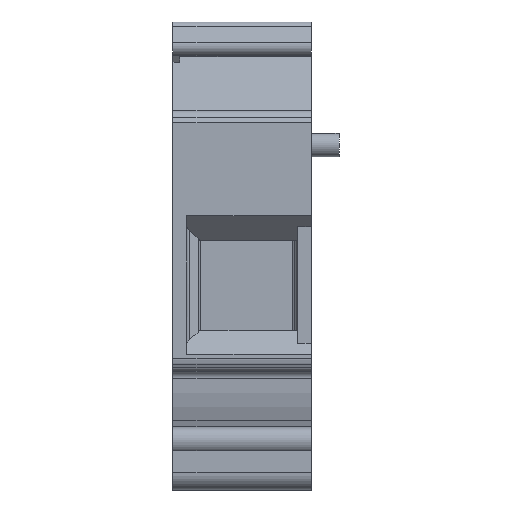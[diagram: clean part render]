
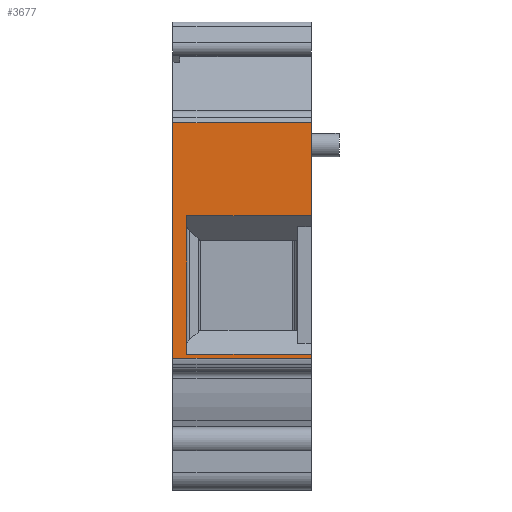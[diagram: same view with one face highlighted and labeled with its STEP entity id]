
A CAD part, left-side view. The second image highlights one B-rep face of the part: STEP entity #3677.
In plain terms, the highlighted planar face has unit normal (-1, 0, 0).
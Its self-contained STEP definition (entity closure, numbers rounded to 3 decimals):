
#752=ORIENTED_EDGE('',*,*,#1306,.F.);
#753=ORIENTED_EDGE('',*,*,#1226,.F.);
#754=ORIENTED_EDGE('',*,*,#1291,.T.);
#755=ORIENTED_EDGE('',*,*,#1103,.T.);
#756=ORIENTED_EDGE('',*,*,#1292,.F.);
#757=ORIENTED_EDGE('',*,*,#1053,.F.);
#758=ORIENTED_EDGE('',*,*,#1305,.T.);
#759=ORIENTED_EDGE('',*,*,#1100,.T.);
#1053=EDGE_CURVE('',#1432,#1431,#1683,.T.);
#1100=EDGE_CURVE('',#1474,#1473,#1712,.T.);
#1103=EDGE_CURVE('',#1476,#1475,#1715,.T.);
#1226=EDGE_CURVE('',#1591,#1592,#1783,.T.);
#1291=EDGE_CURVE('',#1591,#1476,#1843,.T.);
#1292=EDGE_CURVE('',#1431,#1475,#1844,.T.);
#1305=EDGE_CURVE('',#1432,#1474,#1853,.T.);
#1306=EDGE_CURVE('',#1592,#1473,#1854,.T.);
#1431=VERTEX_POINT('',#4958);
#1432=VERTEX_POINT('',#4960);
#1473=VERTEX_POINT('',#5059);
#1474=VERTEX_POINT('',#5061);
#1475=VERTEX_POINT('',#5064);
#1476=VERTEX_POINT('',#5066);
#1591=VERTEX_POINT('',#5308);
#1592=VERTEX_POINT('',#5310);
#1683=LINE('',#4961,#1950);
#1712=LINE('',#5060,#1979);
#1715=LINE('',#5065,#1982);
#1783=LINE('',#5309,#2050);
#1843=LINE('',#5433,#2110);
#1844=LINE('',#5435,#2111);
#1853=LINE('',#5459,#2120);
#1854=LINE('',#5461,#2121);
#1950=VECTOR('',#4145,1000.);
#1979=VECTOR('',#4232,1000.);
#1982=VECTOR('',#4235,1000.);
#2050=VECTOR('',#4423,1000.);
#2110=VECTOR('',#4577,1000.);
#2111=VECTOR('',#4580,1000.);
#2120=VECTOR('',#4607,1000.);
#2121=VECTOR('',#4610,1000.);
#2272=EDGE_LOOP('',(#752,#753,#754,#755,#756,#757,#758,#759));
#2433=FACE_BOUND('',#2272,.T.);
#2553=PLANE('',#3932);
#3677=ADVANCED_FACE('',(#2433),#2553,.F.);
#3932=AXIS2_PLACEMENT_3D('',#5460,#4608,#4609);
#4145=DIRECTION('',(0.,0.,-1.));
#4232=DIRECTION('',(0.,0.,1.));
#4235=DIRECTION('',(0.,0.,1.));
#4423=DIRECTION('',(0.,0.,1.));
#4577=DIRECTION('',(0.,-1.,0.));
#4580=DIRECTION('',(0.,-1.,0.));
#4607=DIRECTION('',(0.,-1.,0.));
#4608=DIRECTION('',(1.,0.,0.));
#4609=DIRECTION('',(0.,0.,-1.));
#4610=DIRECTION('',(0.,-1.,0.));
#4958=CARTESIAN_POINT('',(-15.5,4.,-8.5));
#4960=CARTESIAN_POINT('',(-15.5,4.,1.5));
#4961=CARTESIAN_POINT('',(-15.5,4.,-8.5));
#5059=CARTESIAN_POINT('',(-15.5,-5.,8.219));
#5060=CARTESIAN_POINT('',(-15.5,-5.,-18.3));
#5061=CARTESIAN_POINT('',(-15.5,-5.,1.5));
#5064=CARTESIAN_POINT('',(-15.5,-5.,-8.5));
#5065=CARTESIAN_POINT('',(-15.5,-5.,-18.3));
#5066=CARTESIAN_POINT('',(-15.5,-5.,-8.791));
#5308=CARTESIAN_POINT('',(-15.5,5.,-8.791));
#5309=CARTESIAN_POINT('',(-15.5,5.,-18.3));
#5310=CARTESIAN_POINT('',(-15.5,5.,8.219));
#5433=CARTESIAN_POINT('',(-15.5,5.,-8.791));
#5435=CARTESIAN_POINT('',(-15.5,4.,-8.5));
#5459=CARTESIAN_POINT('',(-15.5,4.,1.5));
#5460=CARTESIAN_POINT('',(-15.5,5.,-18.3));
#5461=CARTESIAN_POINT('',(-15.5,71.85,8.219));
